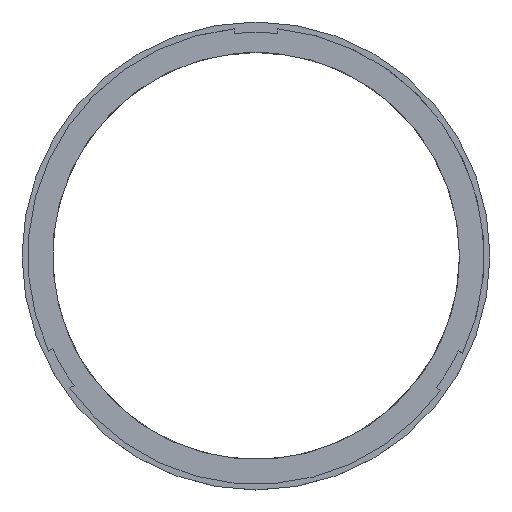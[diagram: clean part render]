
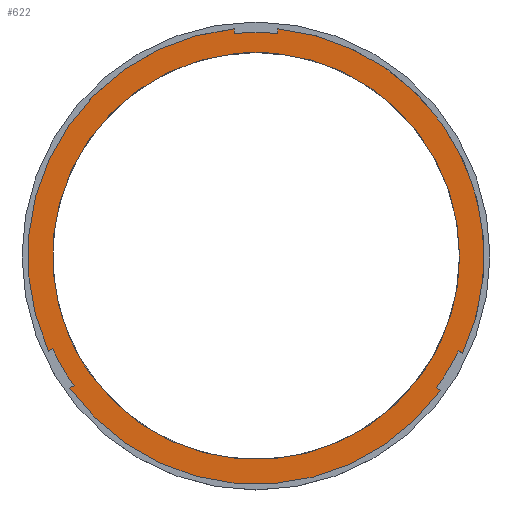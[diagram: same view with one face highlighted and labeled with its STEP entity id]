
A CAD part, top view. The second image highlights one B-rep face of the part: STEP entity #622.
In plain terms, the highlighted planar face has unit normal (0, 0, 1).
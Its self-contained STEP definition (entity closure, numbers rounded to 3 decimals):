
#276 = EDGE_CURVE('',#277,#279,#281,.T.);
#277 = VERTEX_POINT('',#278);
#278 = CARTESIAN_POINT('',(67.464,119.79,1.));
#279 = VERTEX_POINT('',#280);
#280 = CARTESIAN_POINT('',(28.36,52.,1.));
#281 = CIRCLE('',#282,48.005);
#282 = AXIS2_PLACEMENT_3D('',#283,#284,#285);
#283 = CARTESIAN_POINT('',(72.,72.,1.));
#284 = DIRECTION('',(0.,0.,1.));
#285 = DIRECTION('',(1.,0.,0.));
#433 = EDGE_CURVE('',#434,#436,#438,.T.);
#434 = VERTEX_POINT('',#435);
#435 = CARTESIAN_POINT('',(32.86,44.206,1.));
#436 = VERTEX_POINT('',#437);
#437 = CARTESIAN_POINT('',(110.818,43.757,1.));
#438 = CIRCLE('',#439,48.005);
#439 = AXIS2_PLACEMENT_3D('',#440,#441,#442);
#440 = CARTESIAN_POINT('',(72.,72.,1.));
#441 = DIRECTION('',(0.,0.,1.));
#442 = DIRECTION('',(1.,0.,0.));
#565 = EDGE_CURVE('',#566,#568,#570,.T.);
#566 = VERTEX_POINT('',#567);
#567 = CARTESIAN_POINT('',(115.423,51.531,1.));
#568 = VERTEX_POINT('',#569);
#569 = CARTESIAN_POINT('',(120.005,72.,1.));
#570 = CIRCLE('',#571,48.005);
#571 = AXIS2_PLACEMENT_3D('',#572,#573,#574);
#572 = CARTESIAN_POINT('',(72.,72.,1.));
#573 = DIRECTION('',(0.,0.,1.));
#574 = DIRECTION('',(1.,0.,0.));
#576 = EDGE_CURVE('',#568,#577,#579,.T.);
#577 = VERTEX_POINT('',#578);
#578 = CARTESIAN_POINT('',(76.536,119.79,1.));
#579 = CIRCLE('',#580,48.005);
#580 = AXIS2_PLACEMENT_3D('',#581,#582,#583);
#581 = CARTESIAN_POINT('',(72.,72.,1.));
#582 = DIRECTION('',(0.,0.,1.));
#583 = DIRECTION('',(1.,0.,0.));
#610 = EDGE_CURVE('',#577,#277,#611,.T.);
#611 = CIRCLE('',#612,48.005);
#612 = AXIS2_PLACEMENT_3D('',#613,#614,#615);
#613 = CARTESIAN_POINT('',(72.,72.,1.));
#614 = DIRECTION('',(0.,0.,1.));
#615 = DIRECTION('',(1.,0.,0.));
#622 = ADVANCED_FACE('',(#623,#644),#709,.T.);
#623 = FACE_BOUND('',#624,.T.);
#624 = EDGE_LOOP('',(#625,#626,#627,#628,#629,#636,#637));
#625 = ORIENTED_EDGE('',*,*,#565,.T.);
#626 = ORIENTED_EDGE('',*,*,#576,.T.);
#627 = ORIENTED_EDGE('',*,*,#610,.T.);
#628 = ORIENTED_EDGE('',*,*,#276,.T.);
#629 = ORIENTED_EDGE('',*,*,#630,.T.);
#630 = EDGE_CURVE('',#279,#434,#631,.T.);
#631 = CIRCLE('',#632,48.005);
#632 = AXIS2_PLACEMENT_3D('',#633,#634,#635);
#633 = CARTESIAN_POINT('',(72.,72.,1.));
#634 = DIRECTION('',(0.,0.,1.));
#635 = DIRECTION('',(1.,0.,0.));
#636 = ORIENTED_EDGE('',*,*,#433,.T.);
#637 = ORIENTED_EDGE('',*,*,#638,.T.);
#638 = EDGE_CURVE('',#436,#566,#639,.T.);
#639 = CIRCLE('',#640,48.005);
#640 = AXIS2_PLACEMENT_3D('',#641,#642,#643);
#641 = CARTESIAN_POINT('',(72.,72.,1.));
#642 = DIRECTION('',(0.,0.,1.));
#643 = DIRECTION('',(1.,0.,0.));
#644 = FACE_BOUND('',#645,.T.);
#645 = EDGE_LOOP('',(#646,#657,#666,#675,#684,#693,#702));
#646 = ORIENTED_EDGE('',*,*,#647,.F.);
#647 = EDGE_CURVE('',#648,#650,#652,.T.);
#648 = VERTEX_POINT('',#649);
#649 = CARTESIAN_POINT('',(110.922,54.198,1.));
#650 = VERTEX_POINT('',#651);
#651 = CARTESIAN_POINT('',(114.8,72.,1.));
#652 = CIRCLE('',#653,42.8);
#653 = AXIS2_PLACEMENT_3D('',#654,#655,#656);
#654 = CARTESIAN_POINT('',(72.,72.,1.));
#655 = DIRECTION('',(0.,0.,1.));
#656 = DIRECTION('',(1.,0.,0.));
#657 = ORIENTED_EDGE('',*,*,#658,.F.);
#658 = EDGE_CURVE('',#659,#648,#661,.T.);
#659 = VERTEX_POINT('',#660);
#660 = CARTESIAN_POINT('',(106.318,46.424,1.));
#661 = CIRCLE('',#662,42.8);
#662 = AXIS2_PLACEMENT_3D('',#663,#664,#665);
#663 = CARTESIAN_POINT('',(72.,72.,1.));
#664 = DIRECTION('',(0.,0.,1.));
#665 = DIRECTION('',(1.,0.,0.));
#666 = ORIENTED_EDGE('',*,*,#667,.F.);
#667 = EDGE_CURVE('',#668,#659,#670,.T.);
#668 = VERTEX_POINT('',#669);
#669 = CARTESIAN_POINT('',(37.39,46.821,1.));
#670 = CIRCLE('',#671,42.8);
#671 = AXIS2_PLACEMENT_3D('',#672,#673,#674);
#672 = CARTESIAN_POINT('',(72.,72.,1.));
#673 = DIRECTION('',(0.,0.,1.));
#674 = DIRECTION('',(1.,0.,0.));
#675 = ORIENTED_EDGE('',*,*,#676,.F.);
#676 = EDGE_CURVE('',#677,#668,#679,.T.);
#677 = VERTEX_POINT('',#678);
#678 = CARTESIAN_POINT('',(32.89,54.616,1.));
#679 = CIRCLE('',#680,42.8);
#680 = AXIS2_PLACEMENT_3D('',#681,#682,#683);
#681 = CARTESIAN_POINT('',(72.,72.,1.));
#682 = DIRECTION('',(0.,0.,1.));
#683 = DIRECTION('',(1.,0.,0.));
#684 = ORIENTED_EDGE('',*,*,#685,.F.);
#685 = EDGE_CURVE('',#686,#677,#688,.T.);
#686 = VERTEX_POINT('',#687);
#687 = CARTESIAN_POINT('',(67.464,114.559,1.));
#688 = CIRCLE('',#689,42.8);
#689 = AXIS2_PLACEMENT_3D('',#690,#691,#692);
#690 = CARTESIAN_POINT('',(72.,72.,1.));
#691 = DIRECTION('',(0.,0.,1.));
#692 = DIRECTION('',(1.,0.,0.));
#693 = ORIENTED_EDGE('',*,*,#694,.F.);
#694 = EDGE_CURVE('',#695,#686,#697,.T.);
#695 = VERTEX_POINT('',#696);
#696 = CARTESIAN_POINT('',(76.536,114.559,1.));
#697 = CIRCLE('',#698,42.8);
#698 = AXIS2_PLACEMENT_3D('',#699,#700,#701);
#699 = CARTESIAN_POINT('',(72.,72.,1.));
#700 = DIRECTION('',(0.,0.,1.));
#701 = DIRECTION('',(1.,0.,0.));
#702 = ORIENTED_EDGE('',*,*,#703,.F.);
#703 = EDGE_CURVE('',#650,#695,#704,.T.);
#704 = CIRCLE('',#705,42.8);
#705 = AXIS2_PLACEMENT_3D('',#706,#707,#708);
#706 = CARTESIAN_POINT('',(72.,72.,1.));
#707 = DIRECTION('',(0.,0.,1.));
#708 = DIRECTION('',(1.,0.,0.));
#709 = PLANE('',#710);
#710 = AXIS2_PLACEMENT_3D('',#711,#712,#713);
#711 = CARTESIAN_POINT('',(72.309,72.097,1.));
#712 = DIRECTION('',(0.,0.,1.));
#713 = DIRECTION('',(1.,0.,0.));
